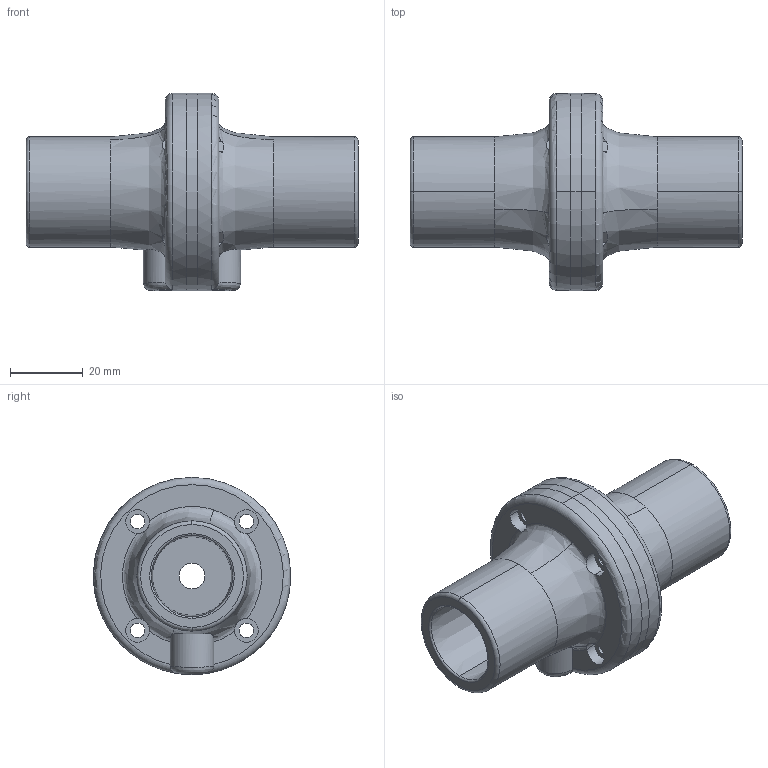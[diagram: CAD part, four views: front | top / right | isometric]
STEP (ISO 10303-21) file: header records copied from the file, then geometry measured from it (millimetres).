
FILE_DESCRIPTION (( 'STEP AP214' ), '1' );
FILE_NAME ('ORI-B33-D22.STEP', '2020-04-03T10:48:55', ( '' ), ( '' ), 'SwSTEP 2.0', 'SolidWorks 2019', '' );
FILE_SCHEMA (( 'AUTOMOTIVE_DESIGN' ));
Length unit declared in the file: millimetre
Products named in the file (1): ORI-B33-D22
Bounding box: 91.54 x 54.37 x 54.37 mm (x, y, z)
Volume: 57888.2 mm3; surface area: 28758.1 mm2
Topology: 3 solids, 3 shells, 120 faces, 328 edges, 212 vertices
Faces by surface type: cylinder 58, plane 42, torus 10, bspline 6, cone 4
Entity records: 5543 total; most frequent: CARTESIAN_POINT 2438, ORIENTED_EDGE 656, DIRECTION 610, EDGE_CURVE 328, AXIS2_PLACEMENT_3D 237, VERTEX_POINT 212, EDGE_LOOP 152, LINE 136
